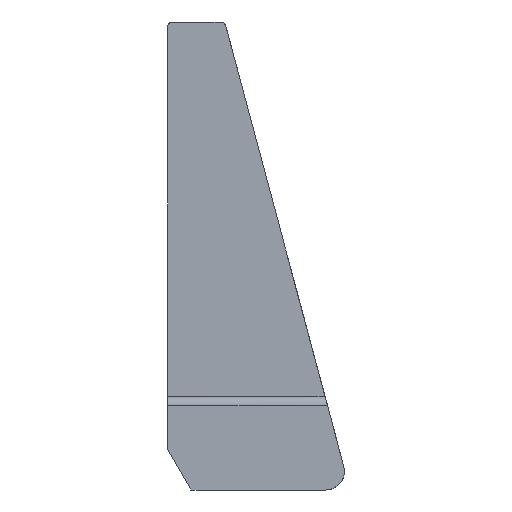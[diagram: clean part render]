
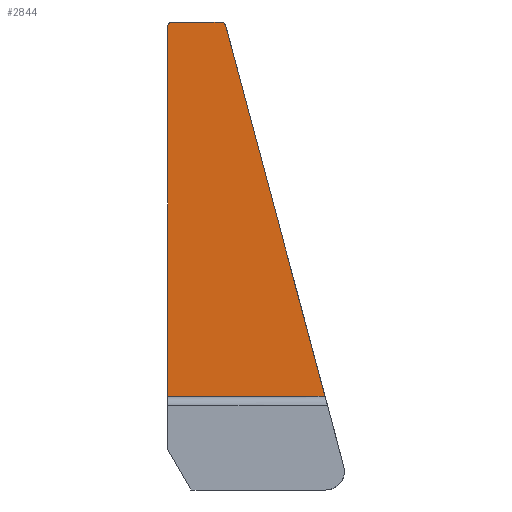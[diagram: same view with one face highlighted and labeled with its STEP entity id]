
A CAD part, left-side view. The second image highlights one B-rep face of the part: STEP entity #2844.
In plain terms, the highlighted planar face has unit normal (-1, 0, 0).
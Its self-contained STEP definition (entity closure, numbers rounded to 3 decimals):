
#6 = LINE ( 'NONE', #2938, #660 ) ;
#64 = VECTOR ( 'NONE', #1000, 1000. ) ;
#123 = CARTESIAN_POINT ( 'NONE',  ( 0., -0.5, 49.5 ) ) ;
#161 = ORIENTED_EDGE ( 'NONE', *, *, #1454, .F. ) ;
#236 = DIRECTION ( 'NONE',  ( 0., -0.259, -0.966 ) ) ;
#272 = VERTEX_POINT ( 'NONE', #2461 ) ;
#290 = EDGE_LOOP ( 'NONE', ( #1702, #2649, #2996, #1451, #2463, #161 ) ) ;
#386 = CARTESIAN_POINT ( 'NONE',  ( 0., -0.5, 50. ) ) ;
#417 = CARTESIAN_POINT ( 'NONE',  ( 0., 0., 0. ) ) ;
#559 = DIRECTION ( 'NONE',  ( 0., 0., 1. ) ) ;
#602 = EDGE_CURVE ( 'NONE', #1122, #1559, #2032, .T. ) ;
#637 = VECTOR ( 'NONE', #1856, 1000. ) ;
#660 = VECTOR ( 'NONE', #236, 1000. ) ;
#794 = CARTESIAN_POINT ( 'NONE',  ( 0., -6.202, 49.629 ) ) ;
#888 = CARTESIAN_POINT ( 'NONE',  ( 0., -29.538, 9.577 ) ) ;
#912 = AXIS2_PLACEMENT_3D ( 'NONE', #417, #1422, #1195 ) ;
#982 = VERTEX_POINT ( 'NONE', #2508 ) ;
#999 = CIRCLE ( 'NONE', #2070, 0.5 ) ;
#1000 = DIRECTION ( 'NONE',  ( 0., -1., 0. ) ) ;
#1122 = VERTEX_POINT ( 'NONE', #386 ) ;
#1195 = DIRECTION ( 'NONE',  ( 0., 0., 1. ) ) ;
#1306 = LINE ( 'NONE', #2759, #2627 ) ;
#1336 = DIRECTION ( 'NONE',  ( 0., 0., 1. ) ) ;
#1422 = DIRECTION ( 'NONE',  ( -1., 0., 0. ) ) ;
#1451 = ORIENTED_EDGE ( 'NONE', *, *, #2048, .T. ) ;
#1454 = EDGE_CURVE ( 'NONE', #982, #272, #3050, .T. ) ;
#1516 = CIRCLE ( 'NONE', #2386, 0.5 ) ;
#1559 = VERTEX_POINT ( 'NONE', #2887 ) ;
#1654 = VERTEX_POINT ( 'NONE', #794 ) ;
#1702 = ORIENTED_EDGE ( 'NONE', *, *, #2614, .F. ) ;
#1802 = DIRECTION ( 'NONE',  ( -1., 0., 0. ) ) ;
#1856 = DIRECTION ( 'NONE',  ( 0., 1., 0. ) ) ;
#2032 = LINE ( 'NONE', #2743, #64 ) ;
#2048 = EDGE_CURVE ( 'NONE', #1122, #2150, #999, .T. ) ;
#2070 = AXIS2_PLACEMENT_3D ( 'NONE', #123, #2541, #1336 ) ;
#2128 = FACE_OUTER_BOUND ( 'NONE', #290, .T. ) ;
#2150 = VERTEX_POINT ( 'NONE', #3042 ) ;
#2386 = AXIS2_PLACEMENT_3D ( 'NONE', #3035, #1802, #559 ) ;
#2461 = CARTESIAN_POINT ( 'NONE',  ( 0., 0., 9.577 ) ) ;
#2463 = ORIENTED_EDGE ( 'NONE', *, *, #2645, .F. ) ;
#2508 = CARTESIAN_POINT ( 'NONE',  ( 0., -16.934, 9.577 ) ) ;
#2541 = DIRECTION ( 'NONE',  ( -1., 0., 0. ) ) ;
#2605 = PLANE ( 'NONE',  #912 ) ;
#2614 = EDGE_CURVE ( 'NONE', #1654, #982, #6, .T. ) ;
#2627 = VECTOR ( 'NONE', #2978, 1000. ) ;
#2645 = EDGE_CURVE ( 'NONE', #272, #2150, #1306, .T. ) ;
#2649 = ORIENTED_EDGE ( 'NONE', *, *, #3093, .T. ) ;
#2743 = CARTESIAN_POINT ( 'NONE',  ( 0., -6.103, 50. ) ) ;
#2759 = CARTESIAN_POINT ( 'NONE',  ( 0., 0., 50. ) ) ;
#2844 = ADVANCED_FACE ( 'NONE', ( #2128 ), #2605, .T. ) ;
#2887 = CARTESIAN_POINT ( 'NONE',  ( 0., -5.719, 50. ) ) ;
#2938 = CARTESIAN_POINT ( 'NONE',  ( 0., -19.5, 0. ) ) ;
#2978 = DIRECTION ( 'NONE',  ( 0., 0., 1. ) ) ;
#2996 = ORIENTED_EDGE ( 'NONE', *, *, #602, .F. ) ;
#3035 = CARTESIAN_POINT ( 'NONE',  ( 0., -5.719, 49.5 ) ) ;
#3042 = CARTESIAN_POINT ( 'NONE',  ( 0., 0., 49.5 ) ) ;
#3050 = LINE ( 'NONE', #888, #637 ) ;
#3093 = EDGE_CURVE ( 'NONE', #1654, #1559, #1516, .T. ) ;
